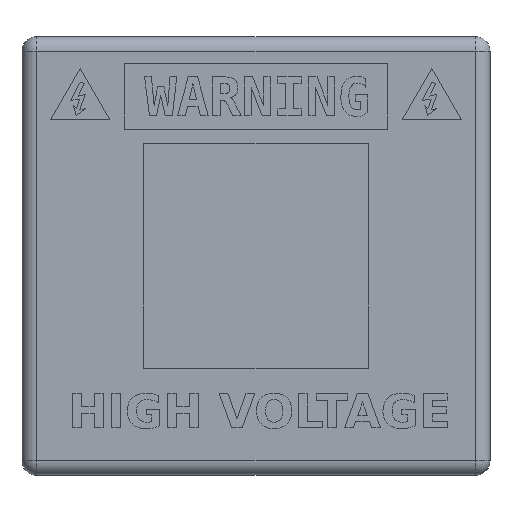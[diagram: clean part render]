
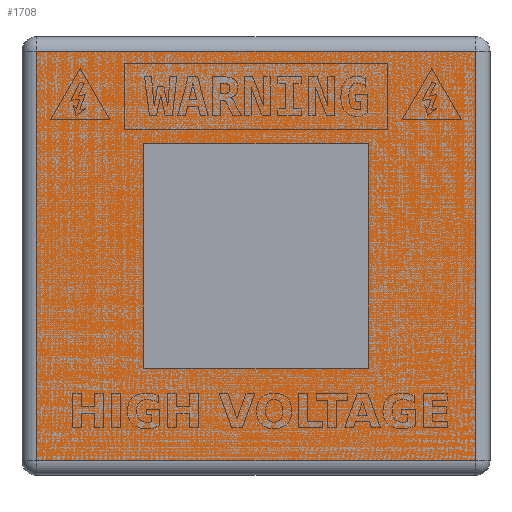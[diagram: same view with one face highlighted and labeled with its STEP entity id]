
A CAD part, top view. The second image highlights one B-rep face of the part: STEP entity #1708.
In plain terms, the highlighted planar face has unit normal (0, 0, 1).
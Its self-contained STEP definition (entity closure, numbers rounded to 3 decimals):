
#1448 = EDGE_CURVE('',#1449,#1451,#1453,.T.);
#1449 = VERTEX_POINT('',#1450);
#1450 = CARTESIAN_POINT('',(-23.,23.,10.));
#1451 = VERTEX_POINT('',#1452);
#1452 = CARTESIAN_POINT('',(-23.,-23.,10.));
#1453 = LINE('',#1454,#1455);
#1454 = CARTESIAN_POINT('',(-23.,23.,10.));
#1455 = VECTOR('',#1456,1.);
#1456 = DIRECTION('',(0.,-1.,0.));
#1479 = EDGE_CURVE('',#1451,#1480,#1482,.T.);
#1480 = VERTEX_POINT('',#1481);
#1481 = CARTESIAN_POINT('',(23.,-23.,10.));
#1482 = LINE('',#1483,#1484);
#1483 = CARTESIAN_POINT('',(-23.,-23.,10.));
#1484 = VECTOR('',#1485,1.);
#1485 = DIRECTION('',(1.,0.,0.));
#1503 = EDGE_CURVE('',#1480,#1504,#1506,.T.);
#1504 = VERTEX_POINT('',#1505);
#1505 = CARTESIAN_POINT('',(23.,23.,10.));
#1506 = LINE('',#1507,#1508);
#1507 = CARTESIAN_POINT('',(23.,-23.,10.));
#1508 = VECTOR('',#1509,1.);
#1509 = DIRECTION('',(0.,1.,0.));
#1527 = EDGE_CURVE('',#1504,#1449,#1528,.T.);
#1528 = LINE('',#1529,#1530);
#1529 = CARTESIAN_POINT('',(23.,23.,10.));
#1530 = VECTOR('',#1531,1.);
#1531 = DIRECTION('',(-1.,0.,0.));
#1546 = VERTEX_POINT('',#1547);
#1547 = CARTESIAN_POINT('',(45.,42.,10.));
#1571 = EDGE_CURVE('',#1546,#1572,#1574,.T.);
#1572 = VERTEX_POINT('',#1573);
#1573 = CARTESIAN_POINT('',(-45.,42.,10.));
#1574 = LINE('',#1575,#1576);
#1575 = CARTESIAN_POINT('',(45.,42.,10.));
#1576 = VECTOR('',#1577,1.);
#1577 = DIRECTION('',(-1.,0.,0.));
#1613 = EDGE_CURVE('',#1572,#1614,#1616,.T.);
#1614 = VERTEX_POINT('',#1615);
#1615 = CARTESIAN_POINT('',(-45.,-42.,10.));
#1616 = LINE('',#1617,#1618);
#1617 = CARTESIAN_POINT('',(-45.,42.,10.));
#1618 = VECTOR('',#1619,1.);
#1619 = DIRECTION('',(0.,-1.,0.));
#1655 = EDGE_CURVE('',#1614,#1656,#1658,.T.);
#1656 = VERTEX_POINT('',#1657);
#1657 = CARTESIAN_POINT('',(45.,-42.,10.));
#1658 = LINE('',#1659,#1660);
#1659 = CARTESIAN_POINT('',(-45.,-42.,10.));
#1660 = VECTOR('',#1661,1.);
#1661 = DIRECTION('',(1.,0.,0.));
#1697 = EDGE_CURVE('',#1656,#1546,#1698,.T.);
#1698 = LINE('',#1699,#1700);
#1699 = CARTESIAN_POINT('',(45.,-42.,10.));
#1700 = VECTOR('',#1701,1.);
#1701 = DIRECTION('',(0.,1.,0.));
#1708 = ADVANCED_FACE('',(#1709,#1715),#1721,.T.);
#1709 = FACE_BOUND('',#1710,.T.);
#1710 = EDGE_LOOP('',(#1711,#1712,#1713,#1714));
#1711 = ORIENTED_EDGE('',*,*,#1613,.T.);
#1712 = ORIENTED_EDGE('',*,*,#1655,.T.);
#1713 = ORIENTED_EDGE('',*,*,#1697,.T.);
#1714 = ORIENTED_EDGE('',*,*,#1571,.T.);
#1715 = FACE_BOUND('',#1716,.T.);
#1716 = EDGE_LOOP('',(#1717,#1718,#1719,#1720));
#1717 = ORIENTED_EDGE('',*,*,#1448,.F.);
#1718 = ORIENTED_EDGE('',*,*,#1527,.F.);
#1719 = ORIENTED_EDGE('',*,*,#1503,.F.);
#1720 = ORIENTED_EDGE('',*,*,#1479,.F.);
#1721 = PLANE('',#1722);
#1722 = AXIS2_PLACEMENT_3D('',#1723,#1724,#1725);
#1723 = CARTESIAN_POINT('',(0.,0.,10.));
#1724 = DIRECTION('',(0.,0.,1.));
#1725 = DIRECTION('',(1.,0.,0.));
